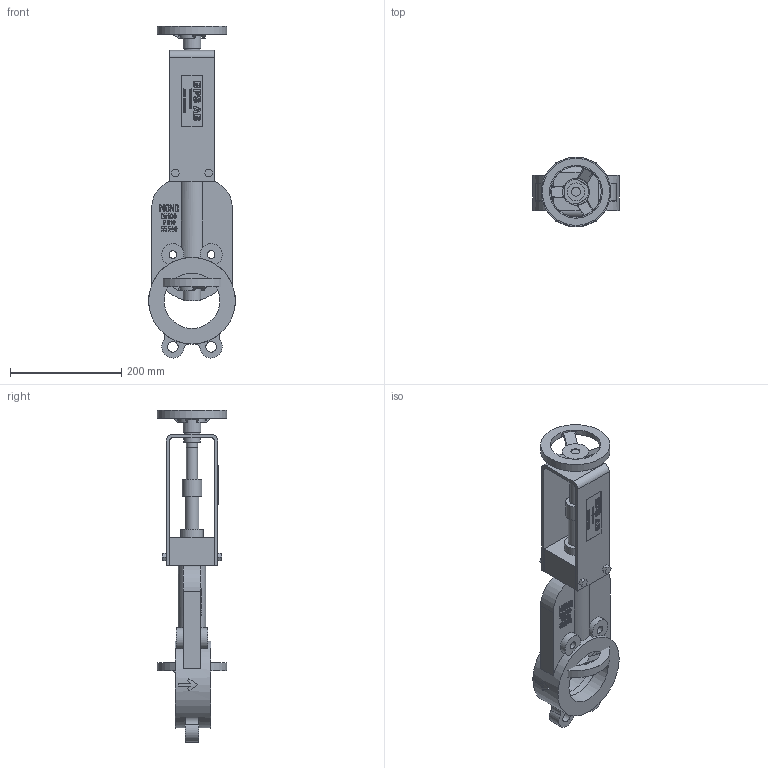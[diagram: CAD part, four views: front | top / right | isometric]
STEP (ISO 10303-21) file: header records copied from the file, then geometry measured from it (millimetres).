
FILE_DESCRIPTION( ( 'Unknown' ), '1' );
FILE_NAME( 'BPS 2010100 knife gate valve DN100.stp', 'Unknown', ( 'Unknown' ), ( 'Unknown' ), 'PSStep 10.1', 'Unknown', ' ' );
FILE_SCHEMA( ( 'AUTOMOTIVE_DESIGN { 1 0 10303 214 1 1 1 1 }' ) );
Length unit declared in the file: millimetre
Products named in the file (3): Assem1; Knife gate valve for handwheel DN100 BPS; Handwheel D125 BPS
Bounding box: 156.5 x 125 x 598.14 mm (x, y, z)
Volume: 4542386.6 mm3; surface area: 677561.1 mm2
Topology: 4 solids, 4 shells, 1346 faces, 3348 edges, 2218 vertices
Faces by surface type: extrusion 738, plane 420, cylinder 154, bspline 30, cone 4
Full cylindrical faces by diameter (mm): 13.835 x4, 16 x4, 19 x4, 20 x4, 25 x2, 30 x4, 32 x2, 35 x2, 40 x2, 91 x2, 100 x4, 121 x2, 125 x2, 156 x2
Entity records: 33832 total; most frequent: CARTESIAN_POINT 13473, ORIENTED_EDGE 3250, DIRECTION 2209, EDGE_CURVE 1625, VECTOR 1243, VERTEX_POINT 1102, B_SPLINE_CURVE_WITH_KNOTS 929, LINE 874
